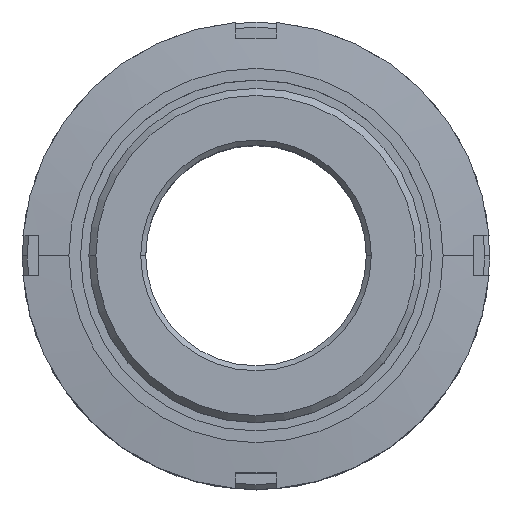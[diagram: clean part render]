
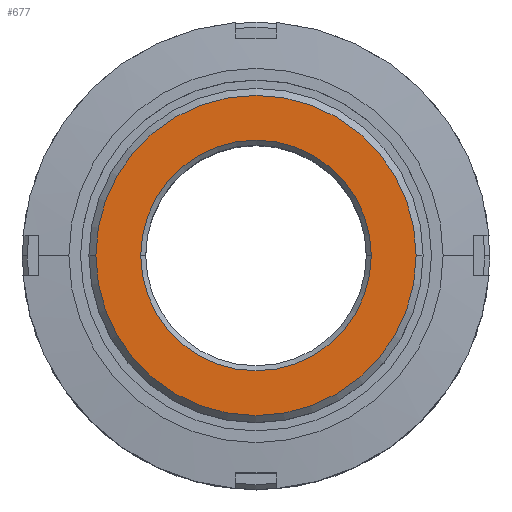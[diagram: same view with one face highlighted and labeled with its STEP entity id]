
A CAD part, top view. The second image highlights one B-rep face of the part: STEP entity #677.
In plain terms, the highlighted planar face has unit normal (0, 0, 1).
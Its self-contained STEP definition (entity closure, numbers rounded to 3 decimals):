
#591=EDGE_CURVE('',#605,#649,#1533,.T.);
#605=VERTEX_POINT('',#1549);
#649=VERTEX_POINT('',#1595);
#677=ADVANCED_FACE('',(#1625,#1626),#1627,.T.);
#825=VERTEX_POINT('',#1786);
#843=EDGE_CURVE('',#1103,#825,#1806,.T.);
#1089=EDGE_CURVE('',#825,#1103,#2087,.T.);
#1103=VERTEX_POINT('',#2104);
#1187=EDGE_CURVE('',#649,#605,#2198,.T.);
#1533=CIRCLE('',#2644,17.25);
#1549=CARTESIAN_POINT('',(-17.25,0.,50.0));
#1595=CARTESIAN_POINT('',(17.25,0.,50.0));
#1625=FACE_OUTER_BOUND('',#2785,.T.);
#1626=FACE_BOUND('',#2786,.T.);
#1627=PLANE('',#2787);
#1786=CARTESIAN_POINT('',(-23.955,0.,50.0));
#1806=CIRCLE('',#3080,23.955);
#2087=CIRCLE('',#3539,23.955);
#2104=CARTESIAN_POINT('',(23.955,0.,50.0));
#2198=CIRCLE('',#3710,17.25);
#2644=AXIS2_PLACEMENT_3D('',#4201,#4202,#4203);
#2785=EDGE_LOOP('',(#4287,#4288));
#2786=EDGE_LOOP('',(#4289,#4290));
#2787=AXIS2_PLACEMENT_3D('',#4291,#4292,#4293);
#3080=AXIS2_PLACEMENT_3D('',#4492,#4493,#4494);
#3539=AXIS2_PLACEMENT_3D('',#4839,#4840,#4841);
#3710=AXIS2_PLACEMENT_3D('',#4983,#4984,#4985);
#4201=CARTESIAN_POINT('',(0.0,0.,50.0));
#4202=DIRECTION('',(0.0,0.,-1.0));
#4203=DIRECTION('',(1.0,0.0,0.0));
#4287=ORIENTED_EDGE('',*,*,#843,.F.);
#4288=ORIENTED_EDGE('',*,*,#1089,.F.);
#4289=ORIENTED_EDGE('',*,*,#1187,.T.);
#4290=ORIENTED_EDGE('',*,*,#591,.T.);
#4291=CARTESIAN_POINT('',(20.603,0.,50.0));
#4292=DIRECTION('',(0.0,0.,1.0));
#4293=DIRECTION('',(-1.0,0.0,-0.0));
#4492=CARTESIAN_POINT('',(0.0,0.,50.0));
#4493=DIRECTION('',(0.0,0.,-1.0));
#4494=DIRECTION('',(1.0,0.0,0.0));
#4839=CARTESIAN_POINT('',(0.0,0.,50.0));
#4840=DIRECTION('',(0.0,0.,-1.0));
#4841=DIRECTION('',(1.0,0.0,0.0));
#4983=CARTESIAN_POINT('',(0.0,0.,50.0));
#4984=DIRECTION('',(0.0,0.,-1.0));
#4985=DIRECTION('',(1.0,0.0,0.0));
